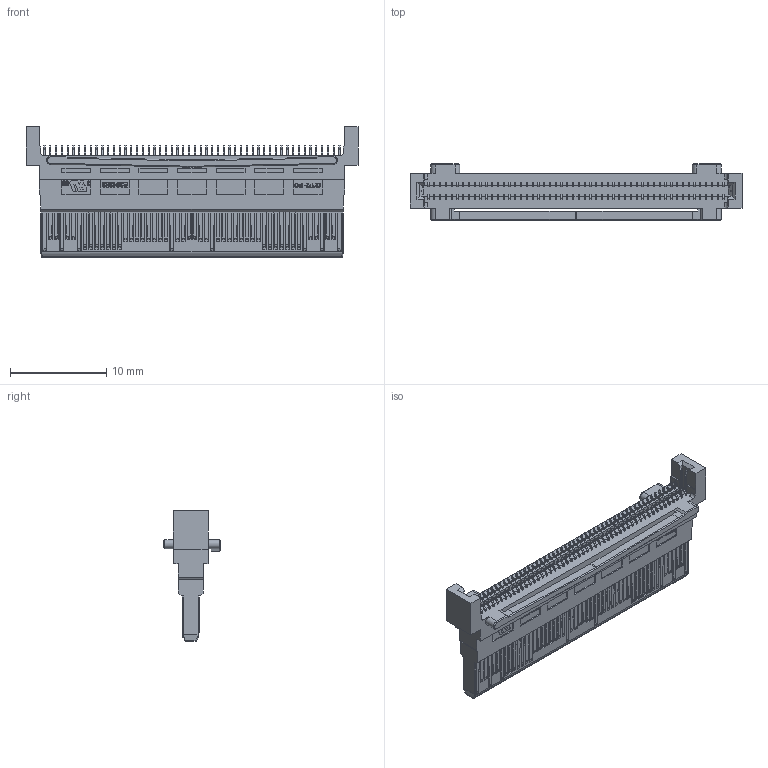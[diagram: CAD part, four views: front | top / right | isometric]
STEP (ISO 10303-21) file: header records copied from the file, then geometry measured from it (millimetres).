
FILE_DESCRIPTION (( 'STEP AP214' ), '1' );
FILE_NAME ('05-00288--A116054-001.STEP', '2020-09-23T10:35:04', ( '' ), ( '' ), 'SwSTEP 2.0', 'SolidWorks 2018', '' );
FILE_SCHEMA (( 'AUTOMOTIVE_DESIGN' ));
Products named in the file (2): 05-00288--A116054-001
Bounding box: 34.45 x 5.85 x 13.55 mm (x, y, z)
Volume: 839.9 mm3; surface area: 1404.4 mm2
Topology: 1 solids, 1 shells, 4290 faces, 12357 edges, 8218 vertices
Faces by surface type: plane 3181, cylinder 908, bspline 188, cone 9, sphere 4
Entity records: 144853 total; most frequent: CARTESIAN_POINT 32508, ORIENTED_EDGE 24714, DIRECTION 21563, EDGE_CURVE 12357, VECTOR 10163, LINE 10163, VERTEX_POINT 8218, AXIS2_PLACEMENT_3D 5700
